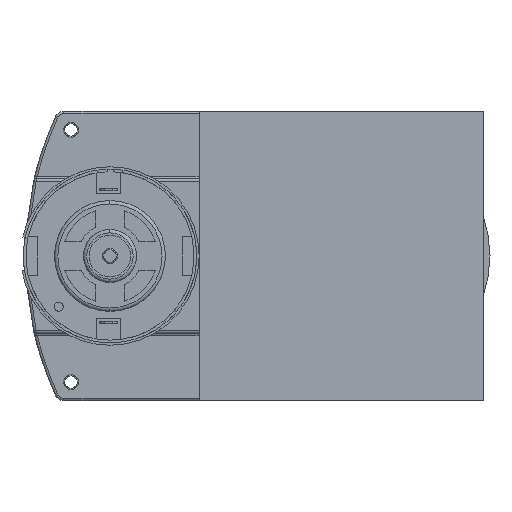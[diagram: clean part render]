
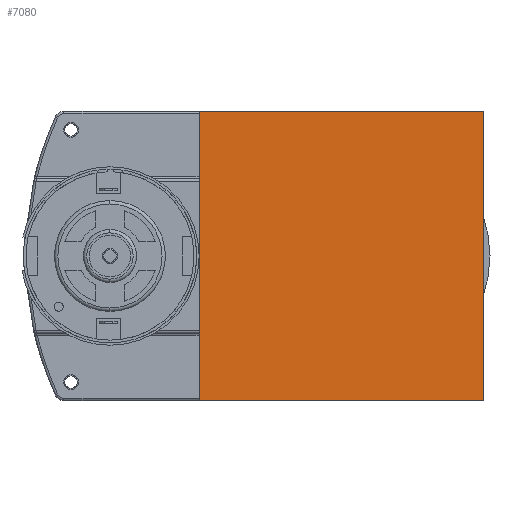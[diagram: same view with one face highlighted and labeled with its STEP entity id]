
A CAD part, front view. The second image highlights one B-rep face of the part: STEP entity #7080.
In plain terms, the highlighted planar face has unit normal (0, -1, 0).
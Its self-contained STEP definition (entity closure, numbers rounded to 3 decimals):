
#2060 = EDGE_CURVE ( 'NONE', #8613, #10205, #47651, .T. ) ;
#3328 = DIRECTION ( 'NONE',  ( 1., 0., 0. ) ) ;
#3522 = CARTESIAN_POINT ( 'NONE',  ( -33.93, -28., 30. ) ) ;
#3576 = LINE ( 'NONE', #37428, #42050 ) ;
#3787 = ORIENTED_EDGE ( 'NONE', *, *, #7141, .F. ) ;
#6279 = VERTEX_POINT ( 'NONE', #22815 ) ;
#7080 = ADVANCED_FACE ( 'NONE', ( #40774 ), #22416, .F. ) ;
#7141 = EDGE_CURVE ( 'NONE', #35158, #6279, #12953, .T. ) ;
#7274 = CARTESIAN_POINT ( 'NONE',  ( -33.93, -28., 0. ) ) ;
#8613 = VERTEX_POINT ( 'NONE', #19576 ) ;
#8998 = CARTESIAN_POINT ( 'NONE',  ( 0., -28., -30. ) ) ;
#10205 = VERTEX_POINT ( 'NONE', #3522 ) ;
#11514 = DIRECTION ( 'NONE',  ( 1., 0., 0. ) ) ;
#12953 = LINE ( 'NONE', #27697, #27625 ) ;
#19576 = CARTESIAN_POINT ( 'NONE',  ( -33.93, -28., -30. ) ) ;
#19687 = EDGE_CURVE ( 'NONE', #6279, #8613, #27378, .T. ) ;
#20475 = VECTOR ( 'NONE', #22049, 1000. ) ;
#22049 = DIRECTION ( 'NONE',  ( 0., 0., 1. ) ) ;
#22275 = VECTOR ( 'NONE', #46215, 1000. ) ;
#22416 = PLANE ( 'NONE',  #37630 ) ;
#22815 = CARTESIAN_POINT ( 'NONE',  ( 25., -28., -30. ) ) ;
#23541 = CARTESIAN_POINT ( 'NONE',  ( 25., -28., 30. ) ) ;
#27249 = ORIENTED_EDGE ( 'NONE', *, *, #2060, .F. ) ;
#27378 = LINE ( 'NONE', #8998, #22275 ) ;
#27625 = VECTOR ( 'NONE', #30609, 1000. ) ;
#27697 = CARTESIAN_POINT ( 'NONE',  ( 25., -28., 0. ) ) ;
#30609 = DIRECTION ( 'NONE',  ( 0., 0., -1. ) ) ;
#33512 = DIRECTION ( 'NONE',  ( 0., 1., 0. ) ) ;
#35077 = ORIENTED_EDGE ( 'NONE', *, *, #19687, .F. ) ;
#35158 = VERTEX_POINT ( 'NONE', #23541 ) ;
#37149 = CARTESIAN_POINT ( 'NONE',  ( 0., -28., 0. ) ) ;
#37264 = EDGE_LOOP ( 'NONE', ( #44685, #27249, #35077, #3787 ) ) ;
#37428 = CARTESIAN_POINT ( 'NONE',  ( 0., -28., 30. ) ) ;
#37630 = AXIS2_PLACEMENT_3D ( 'NONE', #37149, #33512, #11514 ) ;
#40774 = FACE_OUTER_BOUND ( 'NONE', #37264, .T. ) ;
#41603 = EDGE_CURVE ( 'NONE', #10205, #35158, #3576, .T. ) ;
#42050 = VECTOR ( 'NONE', #3328, 1000. ) ;
#44685 = ORIENTED_EDGE ( 'NONE', *, *, #41603, .F. ) ;
#46215 = DIRECTION ( 'NONE',  ( -1., 0., 0. ) ) ;
#47651 = LINE ( 'NONE', #7274, #20475 ) ;
